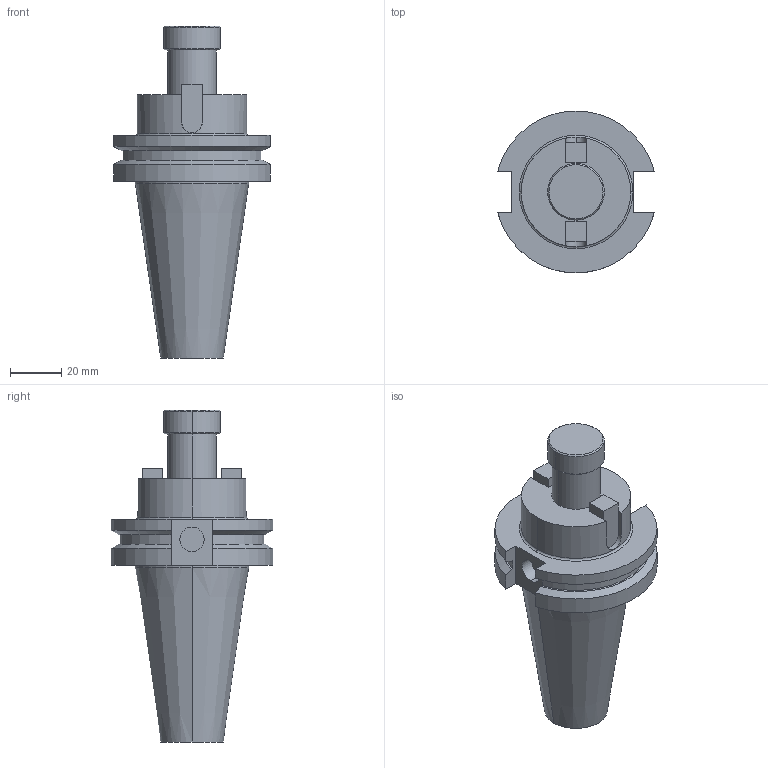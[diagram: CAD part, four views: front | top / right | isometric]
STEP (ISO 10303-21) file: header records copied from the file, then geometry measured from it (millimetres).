
FILE_DESCRIPTION (( 'STEP AP203' ), '1' );
FILE_NAME ('STP-43.151.64.137.STEP', '2017-12-21T06:43:59', ( '' ), ( '' ), 'SwSTEP 2.0', 'SolidWorks 2015', '' );
FILE_SCHEMA (( 'CONFIG_CONTROL_DESIGN' ));
Length unit declared in the file: millimetre
Products named in the file (1): STP-43.151.64.137
Bounding box: 61.35 x 63.26 x 130.1 mm (x, y, z)
Volume: 140813.8 mm3; surface area: 25503.8 mm2
Topology: 4 solids, 4 shells, 78 faces, 182 edges, 117 vertices
Faces by surface type: plane 36, cylinder 28, cone 12, torus 2
Entity records: 2361 total; most frequent: CARTESIAN_POINT 467, DIRECTION 396, ORIENTED_EDGE 360, EDGE_CURVE 180, AXIS2_PLACEMENT_3D 148, VERTEX_POINT 117, VECTOR 100, LINE 100
